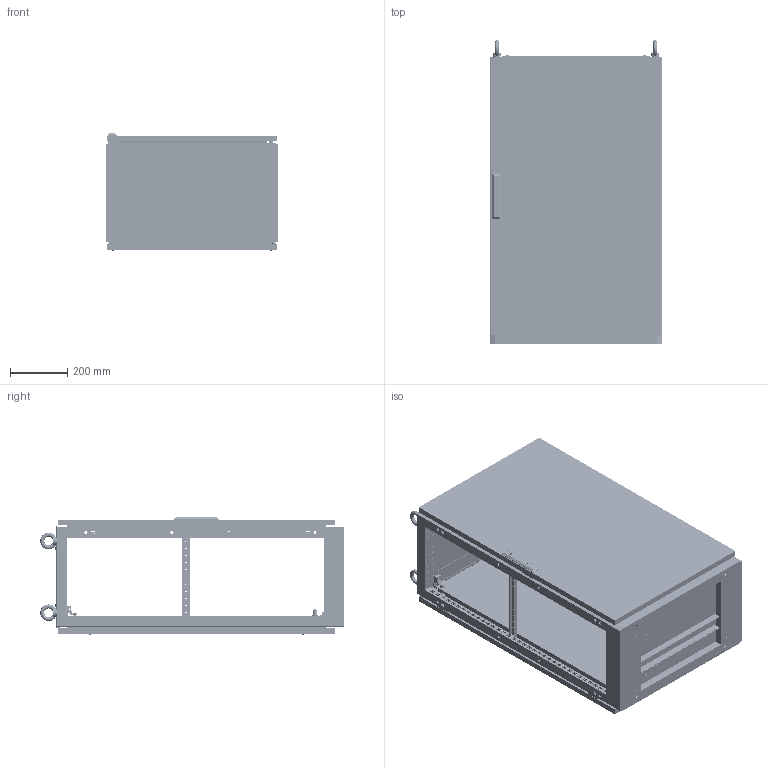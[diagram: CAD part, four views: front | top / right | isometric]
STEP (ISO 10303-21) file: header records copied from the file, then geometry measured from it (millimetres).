
FILE_DESCRIPTION (( 'STEP AP214' ), '1' );
FILE_NAME ('0395-6010-40-17.step', '2022-07-12T05:15:20', ( '' ), ( '' ), 'SwSTEP 2.0', 'SolidWorks 2019', '' );
FILE_SCHEMA (( 'AUTOMOTIVE_DESIGN' ));
Length unit declared in the file: millimetre
Products named in the file (16): 3080-9036-03-48 Schutzleiterschraube; Dachplatte_as_0395-6000-40-07; MPGleitschuh_s; TuerR_s_0395-6010-00-97; Bodenplattensatz_s_0396-6000-40-03; rasthalterung_re_s; MontageplatteKPL_s_0348-6010-00-13; Rueckwand_s_0395-6010-03-97; arretierwinkel_li_s; Montageplatte_s_6010; rasthalterung_li_s; 0395-6010-40-17; MontageplatteZubehoer_s; arretierwinkel_re_s; Tiefenstrebe_s_0396-0006-40-00; Korpus_as_6010-40
Assembly tree (17 placements, depth 4):
  0395-6010-40-17
    Korpus_as_6010-40
    TuerR_s_0395-6010-00-97
    Dachplatte_as_0395-6000-40-07
    Rueckwand_s_0395-6010-03-97
    Bodenplattensatz_s_0396-6000-40-03
    MontageplatteKPL_s_0348-6010-00-13
      Montageplatte_s_6010
      MontageplatteZubehoer_s
        arretierwinkel_li_s
        arretierwinkel_re_s
        rasthalterung_li_s
        rasthalterung_re_s
        3080-9036-03-48 Schutzleiterschraube
        MPGleitschuh_s  x2
    Tiefenstrebe_s_0396-0006-40-00  x2
Bounding box: 600 x 1057.99 x 408.5 mm (x, y, z)
Volume: 7453302.3 mm3; surface area: 7197002.1 mm2
Topology: 69 solids, 69 shells, 6450 faces, 17710 edges, 11726 vertices
Faces by surface type: plane 3895, cylinder 2274, cone 241, torus 24, bspline 16
Entity records: 232904 total; most frequent: CARTESIAN_POINT 37756, ORIENTED_EDGE 34836, DIRECTION 34524, EDGE_CURVE 17418, LINE 12248, VECTOR 12248, VERTEX_POINT 11534, AXIS2_PLACEMENT_3D 11138
